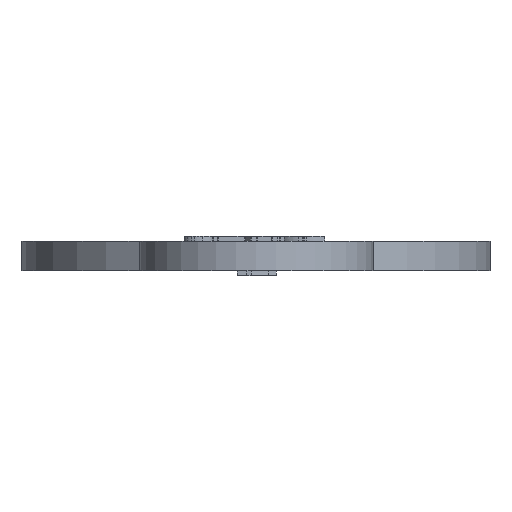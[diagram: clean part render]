
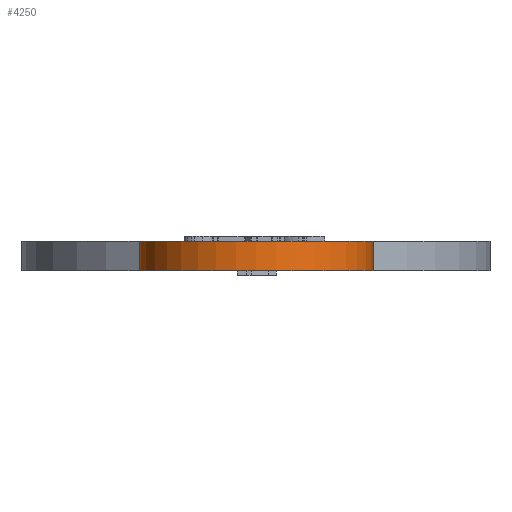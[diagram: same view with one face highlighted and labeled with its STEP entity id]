
A CAD part, front view. The second image highlights one B-rep face of the part: STEP entity #4250.
In plain terms, the highlighted cylindrical face has radius 12 mm (diameter 24 mm), a partial arc.
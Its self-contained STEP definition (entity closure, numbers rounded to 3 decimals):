
#20=CYLINDRICAL_SURFACE('',#4401,12.);
#359=CIRCLE('',#4286,12.);
#370=CIRCLE('',#4402,12.);
#613=FACE_OUTER_BOUND('',#845,.T.);
#845=EDGE_LOOP('',(#3725,#3726,#3727,#3728));
#1244=LINE('',#7916,#1630);
#1247=LINE('',#7925,#1633);
#1630=VECTOR('',#5050,10.);
#1633=VECTOR('',#5061,10.);
#1666=VERTEX_POINT('',#5164);
#1667=VERTEX_POINT('',#5166);
#2048=VERTEX_POINT('',#7915);
#2050=VERTEX_POINT('',#7923);
#2096=EDGE_CURVE('',#1667,#1666,#359,.T.);
#2667=EDGE_CURVE('',#2048,#1667,#1244,.T.);
#2671=EDGE_CURVE('',#2050,#2048,#370,.T.);
#2672=EDGE_CURVE('',#1666,#2050,#1247,.T.);
#3725=ORIENTED_EDGE('',*,*,#2671,.T.);
#3726=ORIENTED_EDGE('',*,*,#2667,.T.);
#3727=ORIENTED_EDGE('',*,*,#2096,.T.);
#3728=ORIENTED_EDGE('',*,*,#2672,.T.);
#4250=ADVANCED_FACE('',(#613),#20,.T.);
#4286=AXIS2_PLACEMENT_3D('',#5167,#4487,#4488);
#4401=AXIS2_PLACEMENT_3D('',#7922,#5057,#5058);
#4402=AXIS2_PLACEMENT_3D('',#7924,#5059,#5060);
#4487=DIRECTION('center_axis',(0.,0.,1.));
#4488=DIRECTION('ref_axis',(-0.707,-0.707,0.));
#5050=DIRECTION('',(0.,0.,-1.));
#5057=DIRECTION('center_axis',(0.,0.,1.));
#5058=DIRECTION('ref_axis',(0.707,-0.707,0.));
#5059=DIRECTION('center_axis',(0.,0.,-1.));
#5060=DIRECTION('ref_axis',(-0.707,-0.707,0.));
#5061=DIRECTION('',(0.,0.,1.));
#5164=CARTESIAN_POINT('',(12.014,-42.736,0.));
#5166=CARTESIAN_POINT('',(-11.986,-42.736,0.));
#5167=CARTESIAN_POINT('Origin',(0.014,-42.736,0.));
#7915=CARTESIAN_POINT('',(-11.986,-42.736,3.));
#7916=CARTESIAN_POINT('',(-11.986,-42.736,0.));
#7922=CARTESIAN_POINT('Origin',(0.014,-42.736,0.));
#7923=CARTESIAN_POINT('',(12.014,-42.736,3.));
#7924=CARTESIAN_POINT('Origin',(0.014,-42.736,3.));
#7925=CARTESIAN_POINT('',(12.014,-42.736,0.));
